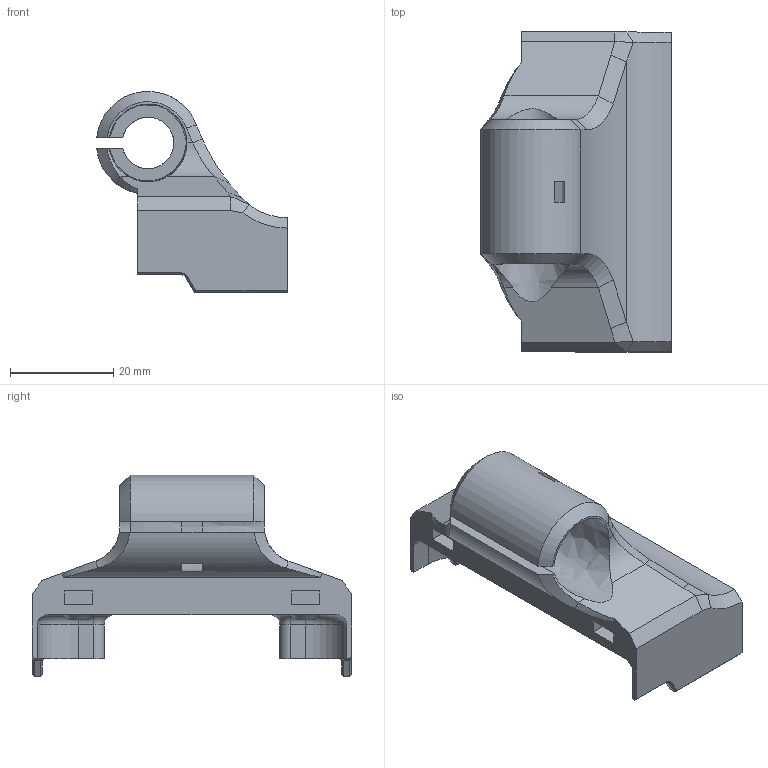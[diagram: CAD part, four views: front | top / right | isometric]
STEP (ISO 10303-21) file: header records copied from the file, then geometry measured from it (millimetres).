
FILE_DESCRIPTION(('FreeCAD Model'),'2;1');
FILE_NAME('RYcarriage.step','2016-06-13T16:56:51',( 'Author'),(''),'Open CASCADE STEP processor 6.9','FreeCAD','Unknown' );
FILE_SCHEMA(('AUTOMOTIVE_DESIGN_CC2 { 1 2 10303 214 -1 1 5 4 }'));
Length unit declared in the file: millimetre
Products named in the file (2): ASSEMBLY; RYCarriage
Assembly tree (1 placements, depth 2):
  ASSEMBLY
    RYCarriage
Bounding box: 36.95 x 62 x 38.99 mm (x, y, z)
Volume: 20231.4 mm3; surface area: 10262.2 mm2
Topology: 1 solids, 1 shells, 124 faces, 320 edges, 203 vertices
Faces by surface type: plane 69, cylinder 27, bspline 18, cone 6, torus 4
Full cylindrical faces by diameter (mm): 3 x4, 6 x2
Entity records: 16873 total; most frequent: CARTESIAN_POINT 10816, DIRECTION 984, ORIENTED_EDGE 640, PCURVE 640, DEFINITIONAL_REPRESENTATION 640, LINE 632, VECTOR 632, EDGE_CURVE 320
